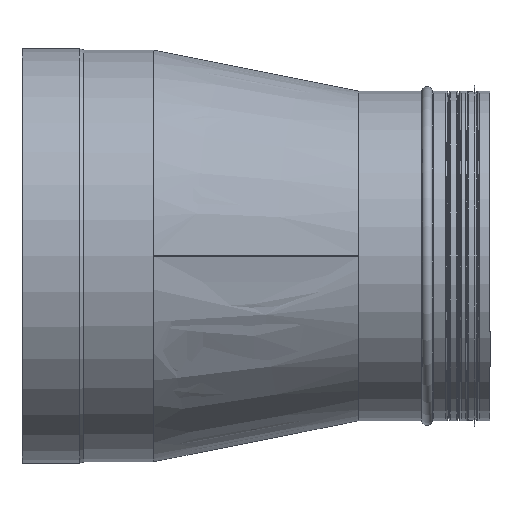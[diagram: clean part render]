
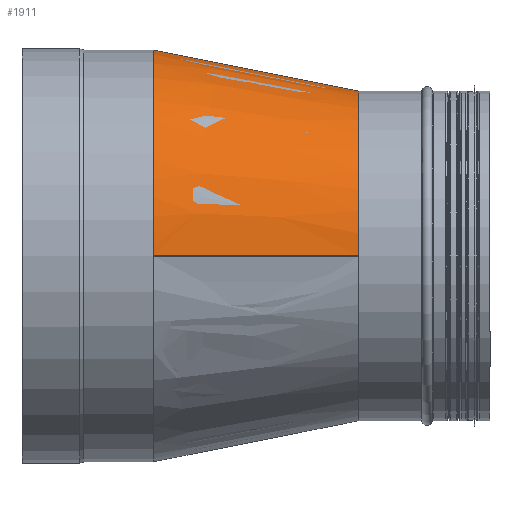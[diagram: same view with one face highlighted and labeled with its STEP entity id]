
A CAD part, left-side view. The second image highlights one B-rep face of the part: STEP entity #1911.
In plain terms, the highlighted free-form (B-spline) face has degree [3, 3] with [4, 10] control points.
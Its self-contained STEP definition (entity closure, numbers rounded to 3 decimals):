
#327=FACE_OUTER_BOUND('',#462,.T.);
#462=EDGE_LOOP('',(#1273,#1274,#1275,#1276));
#839=B_SPLINE_CURVE_WITH_KNOTS('',3,(#3009,#3010,#3011,#3012),
 .UNSPECIFIED.,.F.,.F.,(4,4),(1.015,24.341),
 .UNSPECIFIED.);
#842=B_SPLINE_CURVE_WITH_KNOTS('',3,(#3123,#3124,#3125,#3126,#3127,#3128,
#3129,#3130,#3131,#3132,#3133,#3134,#3135,#3136,#3137,#3138,#3139,#3140,
#3141,#3142,#3143,#3144,#3145,#3146,#3147),.UNSPECIFIED.,.F.,.F.,(4,3,3,
3,3,3,3,3,4),(3.143,3.367,3.591,3.816,
4.04,4.339,4.414,4.489,4.675),
 .UNSPECIFIED.);
#845=B_SPLINE_CURVE_WITH_KNOTS('',3,(#3423,#3424,#3425,#3426,#3427,#3428,
#3429,#3430,#3431,#3432),.UNSPECIFIED.,.F.,.F.,(4,1,1,1,1,1,1,4),(1.608,
1.795,1.944,2.243,2.393,2.692,
2.916,3.141),.UNSPECIFIED.);
#847=B_SPLINE_CURVE_WITH_KNOTS('',3,(#3485,#3486,#3487,#3488),
 .UNSPECIFIED.,.F.,.F.,(4,4),(-1.044,-0.007),
 .UNSPECIFIED.);
#852=VERTEX_POINT('',#3007);
#853=VERTEX_POINT('',#3008);
#858=VERTEX_POINT('',#3097);
#861=VERTEX_POINT('',#3422);
#996=EDGE_CURVE('',#852,#853,#839,.T.);
#1003=EDGE_CURVE('',#853,#858,#842,.T.);
#1009=EDGE_CURVE('',#861,#852,#845,.T.);
#1012=EDGE_CURVE('',#858,#861,#847,.T.);
#1273=ORIENTED_EDGE('',*,*,#996,.T.);
#1274=ORIENTED_EDGE('',*,*,#1003,.T.);
#1275=ORIENTED_EDGE('',*,*,#1012,.T.);
#1276=ORIENTED_EDGE('',*,*,#1009,.T.);
#1763=B_SPLINE_SURFACE_WITH_KNOTS('',3,3,((#3445,#3446,#3447,#3448,#3449,
#3450,#3451,#3452,#3453,#3454),(#3455,#3456,#3457,#3458,#3459,#3460,#3461,
#3462,#3463,#3464),(#3465,#3466,#3467,#3468,#3469,#3470,#3471,#3472,#3473,
#3474),(#3475,#3476,#3477,#3478,#3479,#3480,#3481,#3482,#3483,#3484)),
 .UNSPECIFIED.,.F.,.F.,.F.,(4,4),(4,1,1,1,1,1,1,4),(0.007,
1.193),(-3.142,-2.917,-2.693,
-2.469,-2.245,-2.02,-1.796,
-1.572),.UNSPECIFIED.);
#1911=ADVANCED_FACE('',(#327),#1763,.F.);
#3007=CARTESIAN_POINT('',(251.,0.,0.251));
#3008=CARTESIAN_POINT('',(251.,250.,0.251));
#3009=CARTESIAN_POINT('Ctrl Pts',(251.,0.,0.251));
#3010=CARTESIAN_POINT('Ctrl Pts',(251.,78.948,0.251));
#3011=CARTESIAN_POINT('Ctrl Pts',(251.,171.058,0.251));
#3012=CARTESIAN_POINT('Ctrl Pts',(251.,250.,0.251));
#3097=CARTESIAN_POINT('',(57.454,250.189,200.844));
#3123=CARTESIAN_POINT('Ctrl Pts',(251.,250.,0.251));
#3124=CARTESIAN_POINT('Ctrl Pts',(250.981,250.,15.28));
#3125=CARTESIAN_POINT('Ctrl Pts',(249.27,250.002,30.306));
#3126=CARTESIAN_POINT('Ctrl Pts',(245.909,250.005,44.954));
#3127=CARTESIAN_POINT('Ctrl Pts',(242.548,250.008,59.602));
#3128=CARTESIAN_POINT('Ctrl Pts',(237.538,250.013,73.872));
#3129=CARTESIAN_POINT('Ctrl Pts',(231.002,250.02,87.405));
#3130=CARTESIAN_POINT('Ctrl Pts',(224.467,250.026,100.938));
#3131=CARTESIAN_POINT('Ctrl Pts',(216.406,250.034,113.734));
#3132=CARTESIAN_POINT('Ctrl Pts',(207.024,250.044,125.475));
#3133=CARTESIAN_POINT('Ctrl Pts',(197.642,250.053,137.216));
#3134=CARTESIAN_POINT('Ctrl Pts',(186.939,250.064,147.901));
#3135=CARTESIAN_POINT('Ctrl Pts',(175.18,250.075,157.259));
#3136=CARTESIAN_POINT('Ctrl Pts',(159.501,250.091,169.737));
#3137=CARTESIAN_POINT('Ctrl Pts',(141.945,250.108,179.854));
#3138=CARTESIAN_POINT('Ctrl Pts',(123.287,250.126,187.157));
#3139=CARTESIAN_POINT('Ctrl Pts',(118.622,250.131,188.983));
#3140=CARTESIAN_POINT('Ctrl Pts',(113.888,250.135,190.633));
#3141=CARTESIAN_POINT('Ctrl Pts',(109.1,250.14,192.106));
#3142=CARTESIAN_POINT('Ctrl Pts',(104.312,250.144,193.579));
#3143=CARTESIAN_POINT('Ctrl Pts',(99.469,250.149,194.874));
#3144=CARTESIAN_POINT('Ctrl Pts',(94.584,250.154,195.984));
#3145=CARTESIAN_POINT('Ctrl Pts',(82.394,250.165,198.756));
#3146=CARTESIAN_POINT('Ctrl Pts',(69.946,250.177,200.378));
#3147=CARTESIAN_POINT('Ctrl Pts',(57.454,250.189,200.84));
#3422=CARTESIAN_POINT('',(9.308,0.189,250.809));
#3423=CARTESIAN_POINT('Ctrl Pts',(9.308,0.189,250.804));
#3424=CARTESIAN_POINT('Ctrl Pts',(24.919,0.177,250.224));
#3425=CARTESIAN_POINT('Ctrl Pts',(52.935,0.156,246.565));
#3426=CARTESIAN_POINT('Ctrl Pts',(103.892,0.117,230.884));
#3427=CARTESIAN_POINT('Ctrl Pts',(147.735,0.082,205.62));
#3428=CARTESIAN_POINT('Ctrl Pts',(193.762,0.046,162.975));
#3429=CARTESIAN_POINT('Ctrl Pts',(225.879,0.02,115.968));
#3430=CARTESIAN_POINT('Ctrl Pts',(246.711,0.003,56.547));
#3431=CARTESIAN_POINT('Ctrl Pts',(250.981,0.,19.02));
#3432=CARTESIAN_POINT('Ctrl Pts',(251.,0.,0.251));
#3445=CARTESIAN_POINT('Ctrl Pts',(9.308,0.189,250.809));
#3446=CARTESIAN_POINT('Ctrl Pts',(27.376,-3.29,250.809));
#3447=CARTESIAN_POINT('Ctrl Pts',(63.511,-10.249,246.586));
#3448=CARTESIAN_POINT('Ctrl Pts',(115.,-20.166,227.905));
#3449=CARTESIAN_POINT('Ctrl Pts',(161.191,-29.062,197.805));
#3450=CARTESIAN_POINT('Ctrl Pts',(199.779,-36.494,157.805));
#3451=CARTESIAN_POINT('Ctrl Pts',(228.823,-42.089,109.901));
#3452=CARTESIAN_POINT('Ctrl Pts',(246.876,-45.566,56.495));
#3453=CARTESIAN_POINT('Ctrl Pts',(250.981,-46.356,19.007));
#3454=CARTESIAN_POINT('Ctrl Pts',(251.,-46.36,0.26));
#3455=CARTESIAN_POINT('Ctrl Pts',(27.653,95.443,231.772));
#3456=CARTESIAN_POINT('Ctrl Pts',(44.349,92.228,231.772));
#3457=CARTESIAN_POINT('Ctrl Pts',(77.742,85.797,227.869));
#3458=CARTESIAN_POINT('Ctrl Pts',(125.323,76.633,210.606));
#3459=CARTESIAN_POINT('Ctrl Pts',(168.008,68.412,182.79));
#3460=CARTESIAN_POINT('Ctrl Pts',(203.667,61.544,145.826));
#3461=CARTESIAN_POINT('Ctrl Pts',(230.507,56.374,101.558));
#3462=CARTESIAN_POINT('Ctrl Pts',(247.189,53.161,52.207));
#3463=CARTESIAN_POINT('Ctrl Pts',(250.983,52.43,17.564));
#3464=CARTESIAN_POINT('Ctrl Pts',(251.,52.427,0.241));
#3465=CARTESIAN_POINT('Ctrl Pts',(45.997,190.697,212.734));
#3466=CARTESIAN_POINT('Ctrl Pts',(61.322,187.745,212.734));
#3467=CARTESIAN_POINT('Ctrl Pts',(91.972,181.843,209.152));
#3468=CARTESIAN_POINT('Ctrl Pts',(135.646,173.431,193.307));
#3469=CARTESIAN_POINT('Ctrl Pts',(174.825,165.885,167.775));
#3470=CARTESIAN_POINT('Ctrl Pts',(207.555,159.581,133.848));
#3471=CARTESIAN_POINT('Ctrl Pts',(232.19,154.836,93.216));
#3472=CARTESIAN_POINT('Ctrl Pts',(247.502,151.887,47.918));
#3473=CARTESIAN_POINT('Ctrl Pts',(250.984,151.216,16.121));
#3474=CARTESIAN_POINT('Ctrl Pts',(251.,151.213,0.221));
#3475=CARTESIAN_POINT('Ctrl Pts',(64.341,285.951,193.696));
#3476=CARTESIAN_POINT('Ctrl Pts',(78.295,283.263,193.696));
#3477=CARTESIAN_POINT('Ctrl Pts',(106.203,277.889,190.435));
#3478=CARTESIAN_POINT('Ctrl Pts',(145.969,270.23,176.007));
#3479=CARTESIAN_POINT('Ctrl Pts',(181.642,263.359,152.76));
#3480=CARTESIAN_POINT('Ctrl Pts',(211.443,257.619,121.869));
#3481=CARTESIAN_POINT('Ctrl Pts',(233.874,253.299,84.873));
#3482=CARTESIAN_POINT('Ctrl Pts',(247.815,250.614,43.63));
#3483=CARTESIAN_POINT('Ctrl Pts',(250.985,250.003,14.679));
#3484=CARTESIAN_POINT('Ctrl Pts',(251.,250.,0.201));
#3485=CARTESIAN_POINT('Ctrl Pts',(57.454,250.189,200.844));
#3486=CARTESIAN_POINT('Ctrl Pts',(41.405,166.856,217.499));
#3487=CARTESIAN_POINT('Ctrl Pts',(25.357,83.522,234.154));
#3488=CARTESIAN_POINT('Ctrl Pts',(9.308,0.189,250.809));
